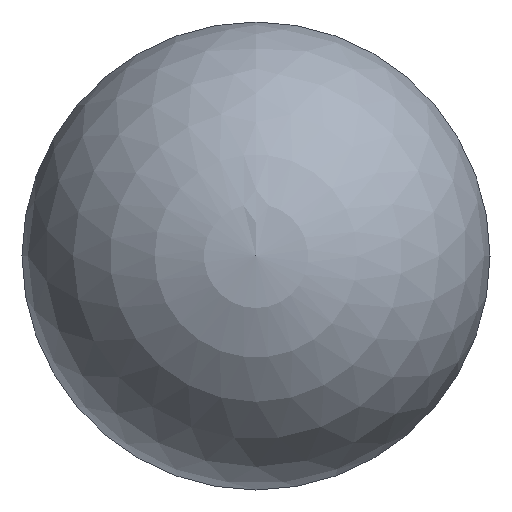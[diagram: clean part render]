
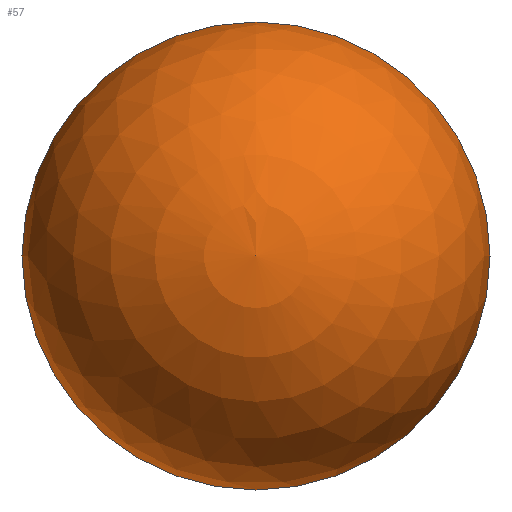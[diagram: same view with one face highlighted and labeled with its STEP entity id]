
A CAD part, left-side view. The second image highlights one B-rep face of the part: STEP entity #57.
In plain terms, the highlighted spherical face has radius 6.35 mm.
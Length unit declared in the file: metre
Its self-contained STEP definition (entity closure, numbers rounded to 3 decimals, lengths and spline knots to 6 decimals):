
#12=SPHERICAL_SURFACE('',#79,0.00635);
#22=ORIENTED_EDGE('',*,*,#25,.F.);
#25=EDGE_CURVE('',#29,#29,#33,.F.);
#29=VERTEX_POINT('',#108);
#33=CIRCLE('',#75,0.00635);
#42=EDGE_LOOP('',(#22));
#50=FACE_BOUND('',#42,.T.);
#57=ADVANCED_FACE('',(#50),#12,.T.);
#75=AXIS2_PLACEMENT_3D('',#107,#90,#91);
#79=AXIS2_PLACEMENT_3D('',#113,#98,#99);
#90=DIRECTION('',(-1.,0.,0.));
#91=DIRECTION('',(0.,0.,1.));
#98=DIRECTION('',(-1.,0.,0.));
#99=DIRECTION('',(0.,0.,1.));
#107=CARTESIAN_POINT('',(-0.0356,0.,0.));
#108=CARTESIAN_POINT('',(-0.0356,0.,0.00635));
#113=CARTESIAN_POINT('',(-0.0356,0.,0.));
